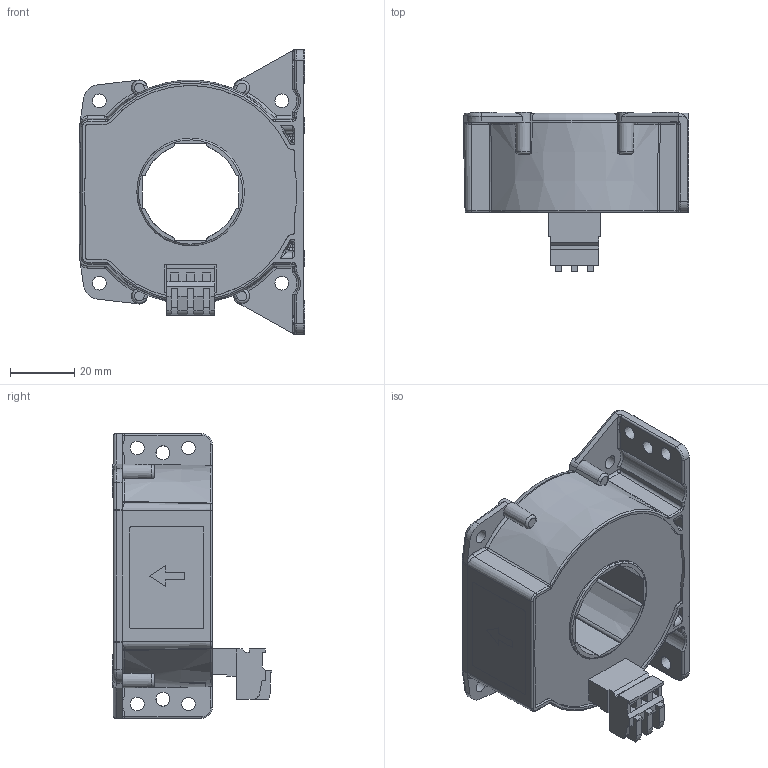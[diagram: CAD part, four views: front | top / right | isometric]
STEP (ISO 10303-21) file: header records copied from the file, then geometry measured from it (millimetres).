
FILE_DESCRIPTION(/* description */ (''),/* implementation_level */ '2;1');
FILE_NAME(/* name */ '100525055ugm000_a.stp',/* time_stamp */ '2013-01-14T11:52:39+01:00',/* author */ (''),/* organization */ (''),/* preprocessor_version */ 'ST-DEVELOPER v11',/* originating_system */ 'SIEMENS PLM Software NX 7.5',/* authorisation */ '');
FILE_SCHEMA (('AUTOMOTIVE_DESIGN { 1 0 10303 214 1 1 1 1 }'));
Length unit declared in the file: millimetre
Products named in the file (1): 100525055ugm000_a
Bounding box: 70.31 x 49.8 x 89 mm (x, y, z)
Volume: 106977.8 mm3; surface area: 25451.5 mm2
Topology: 1 solids, 2 shells, 764 faces, 2536 edges, 2338 vertices
Faces by surface type: plane 416, cylinder 150, extrusion 63, cone 49, bspline 42, torus 38, sphere 6
Full cylindrical faces by diameter (mm): 4.3 x4, 5 x4, 8 x4
Entity records: 32817 total; most frequent: CARTESIAN_POINT 9186, ORIENTED_EDGE 3896, DIRECTION 3729, EDGE_CURVE 1948, VECTOR 1581, LINE 1518, VERTEX_POINT 1277, AXIS2_PLACEMENT_3D 1074
